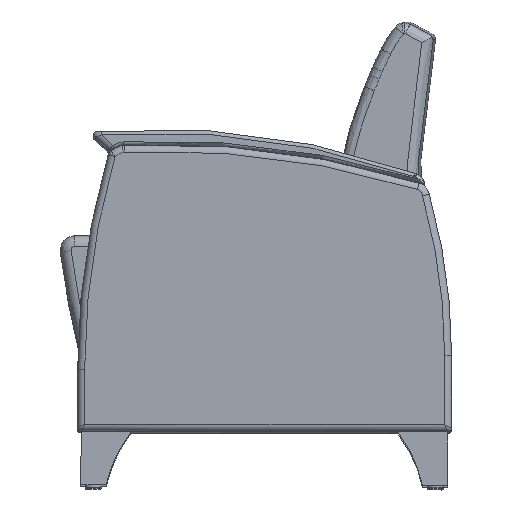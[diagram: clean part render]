
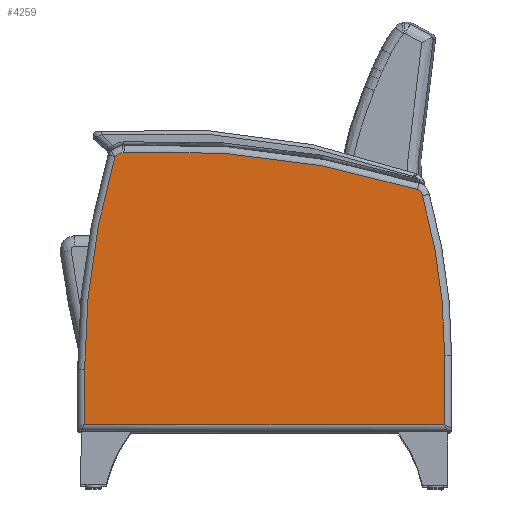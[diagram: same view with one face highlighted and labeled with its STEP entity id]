
A CAD part, top view. The second image highlights one B-rep face of the part: STEP entity #4259.
In plain terms, the highlighted planar face has unit normal (0, 0, 1).
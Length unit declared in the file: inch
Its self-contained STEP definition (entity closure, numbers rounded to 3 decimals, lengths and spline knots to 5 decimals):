
#298=PLANE('',#4639);
#383=LINE('',#6696,#567);
#384=LINE('',#6713,#568);
#386=LINE('',#6755,#570);
#567=VECTOR('',#5200,0.3937);
#568=VECTOR('',#5209,0.3937);
#570=VECTOR('',#5245,0.3937);
#827=FACE_OUTER_BOUND('',#1117,.T.);
#1117=EDGE_LOOP('',(#2903,#2904,#2905,#2906,#2907,#2908,#2909,#2910,#2911,
#2912));
#1446=CIRCLE('',#4605,0.01);
#1450=CIRCLE('',#4611,53.60447);
#1453=CIRCLE('',#4616,1.37874);
#1456=CIRCLE('',#4620,0.51);
#1459=CIRCLE('',#4624,59.51);
#1461=CIRCLE('',#4627,0.51);
#1463=CIRCLE('',#4631,40.34554);
#1748=VERTEX_POINT('',#6527);
#1757=VERTEX_POINT('',#6639);
#1760=VERTEX_POINT('',#6668);
#1761=VERTEX_POINT('',#6669);
#1765=VERTEX_POINT('',#6700);
#1766=VERTEX_POINT('',#6716);
#1768=VERTEX_POINT('',#6722);
#1770=VERTEX_POINT('',#6728);
#1773=VERTEX_POINT('',#6736);
#1774=VERTEX_POINT('',#6753);
#2176=EDGE_CURVE('',#1760,#1761,#1446,.T.);
#2180=EDGE_CURVE('',#1748,#1757,#383,.T.);
#2183=EDGE_CURVE('',#1765,#1760,#1450,.T.);
#2184=EDGE_CURVE('',#1757,#1765,#384,.T.);
#2188=EDGE_CURVE('',#1761,#1766,#1453,.T.);
#2191=EDGE_CURVE('',#1766,#1768,#1456,.T.);
#2194=EDGE_CURVE('',#1768,#1770,#1459,.T.);
#2196=EDGE_CURVE('',#1770,#1773,#1461,.T.);
#2199=EDGE_CURVE('',#1774,#1748,#386,.T.);
#2200=EDGE_CURVE('',#1773,#1774,#1463,.T.);
#2903=ORIENTED_EDGE('',*,*,#2180,.F.);
#2904=ORIENTED_EDGE('',*,*,#2199,.F.);
#2905=ORIENTED_EDGE('',*,*,#2200,.F.);
#2906=ORIENTED_EDGE('',*,*,#2196,.F.);
#2907=ORIENTED_EDGE('',*,*,#2194,.F.);
#2908=ORIENTED_EDGE('',*,*,#2191,.F.);
#2909=ORIENTED_EDGE('',*,*,#2188,.F.);
#2910=ORIENTED_EDGE('',*,*,#2176,.F.);
#2911=ORIENTED_EDGE('',*,*,#2183,.F.);
#2912=ORIENTED_EDGE('',*,*,#2184,.F.);
#4259=ADVANCED_FACE('',(#827),#298,.T.);
#4605=AXIS2_PLACEMENT_3D('',#6670,#5192,#5193);
#4611=AXIS2_PLACEMENT_3D('',#6711,#5205,#5206);
#4616=AXIS2_PLACEMENT_3D('',#6720,#5217,#5218);
#4620=AXIS2_PLACEMENT_3D('',#6726,#5225,#5226);
#4624=AXIS2_PLACEMENT_3D('',#6732,#5233,#5234);
#4627=AXIS2_PLACEMENT_3D('',#6737,#5239,#5240);
#4631=AXIS2_PLACEMENT_3D('',#6757,#5248,#5249);
#4639=AXIS2_PLACEMENT_3D('',#6771,#5267,#5268);
#5192=DIRECTION('center_axis',(0.,0.,-1.));
#5193=DIRECTION('ref_axis',(-0.844,0.537,0.));
#5200=DIRECTION('',(-1.,0.,0.));
#5205=DIRECTION('center_axis',(0.,0.,-1.));
#5206=DIRECTION('ref_axis',(-0.99,0.14,0.));
#5209=DIRECTION('',(0.,1.,0.));
#5217=DIRECTION('center_axis',(0.,0.,-1.));
#5218=DIRECTION('ref_axis',(-0.425,0.905,0.));
#5225=DIRECTION('center_axis',(0.,0.,-1.));
#5226=DIRECTION('ref_axis',(-0.128,0.992,0.));
#5233=DIRECTION('center_axis',(0.,0.,-1.));
#5234=DIRECTION('ref_axis',(0.124,0.992,0.));
#5239=DIRECTION('center_axis',(0.,0.,-1.));
#5240=DIRECTION('ref_axis',(0.761,0.649,0.));
#5245=DIRECTION('',(0.,-1.,0.));
#5248=DIRECTION('center_axis',(0.,0.,-1.));
#5249=DIRECTION('ref_axis',(0.99,0.139,0.));
#5267=DIRECTION('center_axis',(0.,0.,1.));
#5268=DIRECTION('ref_axis',(1.,0.,0.));
#6527=CARTESIAN_POINT('',(10.90024,1.87751,2.75));
#6639=CARTESIAN_POINT('',(-14.26196,1.87751,2.75));
#6668=CARTESIAN_POINT('',(-12.1622,20.60571,2.75));
#6669=CARTESIAN_POINT('',(-12.15843,20.61408,2.75));
#6670=CARTESIAN_POINT('Origin',(-12.15221,20.60625,2.75));
#6696=CARTESIAN_POINT('',(5.3351,1.87751,2.75));
#6700=CARTESIAN_POINT('',(-14.26196,5.72415,2.75));
#6711=CARTESIAN_POINT('Origin',(39.34251,5.74957,2.75));
#6713=CARTESIAN_POINT('',(-14.26196,5.41302,2.75));
#6716=CARTESIAN_POINT('',(-11.58595,20.88307,2.75));
#6720=CARTESIAN_POINT('Origin',(-11.3015,19.534,2.75));
#6722=CARTESIAN_POINT('',(-11.50601,20.89342,2.75));
#6726=CARTESIAN_POINT('Origin',(-11.48073,20.38404,2.75));
#6728=CARTESIAN_POINT('',(8.96825,18.32805,2.75));
#6732=CARTESIAN_POINT('Origin',(-8.55543,-38.54339,2.75));
#6736=CARTESIAN_POINT('',(9.32631,17.88314,2.75));
#6737=CARTESIAN_POINT('Origin',(8.81808,17.84066,2.75));
#6753=CARTESIAN_POINT('',(10.90024,6.72403,2.75));
#6755=CARTESIAN_POINT('',(10.90024,8.58129,2.75));
#6757=CARTESIAN_POINT('Origin',(-29.4453,6.72403,2.75));
#6771=CARTESIAN_POINT('Origin',(-1.61059,10.43854,2.75));
